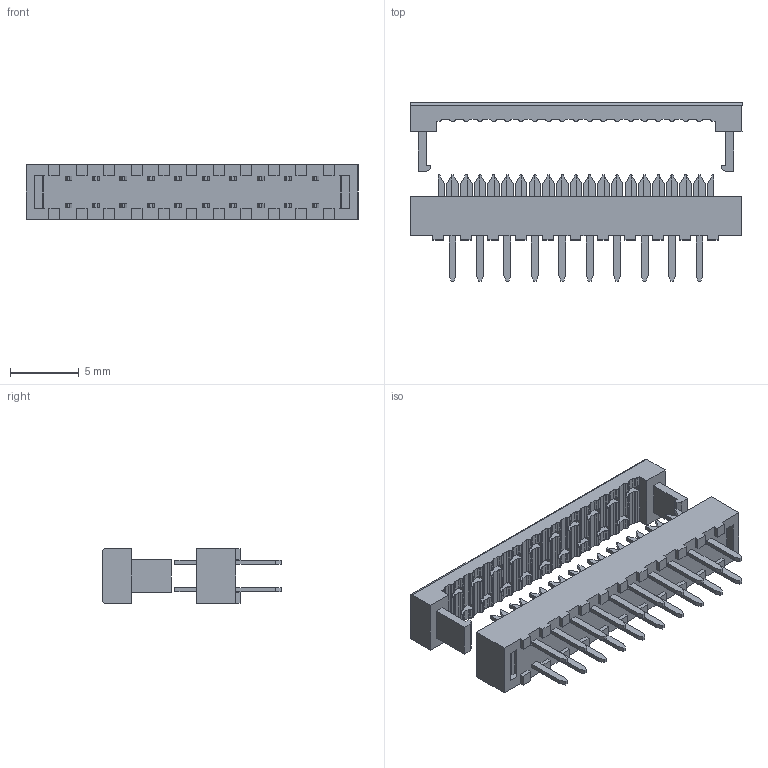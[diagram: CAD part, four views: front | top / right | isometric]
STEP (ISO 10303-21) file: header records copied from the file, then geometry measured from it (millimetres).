
FILE_DESCRIPTION(('STEP AP214'),'1');
FILE_NAME('connector_awlp2-20.stp','2015-03-26T15:46:12',('TraceParts'),('TraceParts S.A.'),'XStep 1.0',' ',' ');
FILE_SCHEMA(('automotive_design'));
Length unit declared in the file: millimetre
Products named in the file (2): 1; 2
Bounding box: 24.2 x 13 x 4 mm (x, y, z)
Volume: 419.2 mm3; surface area: 980.7 mm2
Topology: 2 solids, 2 shells, 934 faces, 2664 edges, 1776 vertices
Faces by surface type: plane 772, cylinder 162
Entity records: 59959 total; most frequent: CARTESIAN_POINT 5376, STYLED_ITEM 5374, PRESENTATION_STYLE_ASSIGNMENT 5374, COLOUR_RGB 5374, ORIENTED_EDGE 5328, DIRECTION 4936, EDGE_CURVE 2664, CURVE_STYLE 2664
